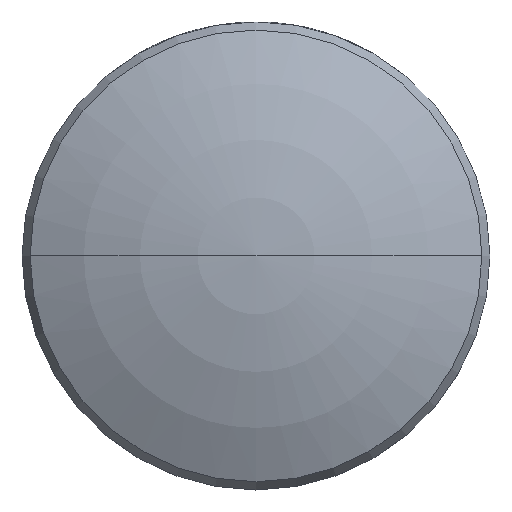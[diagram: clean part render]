
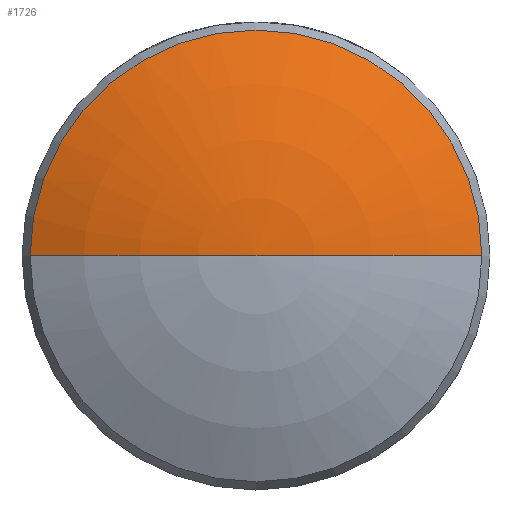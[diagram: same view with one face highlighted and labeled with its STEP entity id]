
A CAD part, top view. The second image highlights one B-rep face of the part: STEP entity #1726.
In plain terms, the highlighted toroidal (fillet/blend) face has major radius 0.015 mm and minor radius 13.8 mm.
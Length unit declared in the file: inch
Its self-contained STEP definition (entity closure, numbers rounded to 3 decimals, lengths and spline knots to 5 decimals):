
#168 = CARTESIAN_POINT ( 'NONE',  ( 0.11078, 0.26274, -0.05497 ) ) ;
#347 = CARTESIAN_POINT ( 'NONE',  ( -0.13056, 0.26274, 0.43208 ) ) ;
#395 = CARTESIAN_POINT ( 'NONE',  ( 0.35213, 0.26274, 0.43208 ) ) ;
#475 = ORIENTED_EDGE ( 'NONE', *, *, #1581, .T. ) ;
#520 = EDGE_CURVE ( 'NONE', #1280, #1309, #1424, .T. ) ;
#675 = CARTESIAN_POINT ( 'NONE',  ( 0.11137, 0.26274, -0.05497 ) ) ;
#734 = CARTESIAN_POINT ( 'NONE',  ( 0.11019, 0.26274, -0.05497 ) ) ;
#1226 = DIRECTION ( 'NONE',  ( 0., 0., -1. ) ) ;
#1280 = VERTEX_POINT ( 'NONE', #395 ) ;
#1309 = VERTEX_POINT ( 'NONE', #347 ) ;
#1312 = CIRCLE ( 'NONE', #2189, 0.54331 ) ;
#1381 = CARTESIAN_POINT ( 'NONE',  ( 0.11078, 0.26274, 0.43208 ) ) ;
#1424 = CIRCLE ( 'NONE', #2820, 0.24134 ) ;
#1471 = EDGE_LOOP ( 'NONE', ( #2237, #475, #2307 ) ) ;
#1576 = DIRECTION ( 'NONE',  ( -1., 0., 0. ) ) ;
#1581 = EDGE_CURVE ( 'NONE', #1586, #1280, #1312, .T. ) ;
#1586 = VERTEX_POINT ( 'NONE', #2527 ) ;
#1644 = AXIS2_PLACEMENT_3D ( 'NONE', #734, #1702, #1226 ) ;
#1702 = DIRECTION ( 'NONE',  ( 0., -1., 0. ) ) ;
#1726 = ADVANCED_FACE ( 'NONE', ( #1784 ), #2027, .T. ) ;
#1784 = FACE_OUTER_BOUND ( 'NONE', #1471, .T. ) ;
#1853 = DIRECTION ( 'NONE',  ( -1., 0., 0. ) ) ;
#2027 = TOROIDAL_SURFACE ( 'NONE', #2731, 0.00059, 0.54331 ) ;
#2058 = DIRECTION ( 'NONE',  ( 0., 0., 1. ) ) ;
#2189 = AXIS2_PLACEMENT_3D ( 'NONE', #675, #2260, #1576 ) ;
#2237 = ORIENTED_EDGE ( 'NONE', *, *, #2855, .F. ) ;
#2260 = DIRECTION ( 'NONE',  ( 0., 1., 0. ) ) ;
#2307 = ORIENTED_EDGE ( 'NONE', *, *, #520, .T. ) ;
#2318 = DIRECTION ( 'NONE',  ( 0., 0., -1. ) ) ;
#2527 = CARTESIAN_POINT ( 'NONE',  ( 0.11078, 0.26274, 0.48833 ) ) ;
#2549 = DIRECTION ( 'NONE',  ( -1., 0., 0. ) ) ;
#2731 = AXIS2_PLACEMENT_3D ( 'NONE', #168, #2318, #2549 ) ;
#2820 = AXIS2_PLACEMENT_3D ( 'NONE', #1381, #2058, #1853 ) ;
#2845 = CIRCLE ( 'NONE', #1644, 0.54331 ) ;
#2855 = EDGE_CURVE ( 'NONE', #1586, #1309, #2845, .T. ) ;
